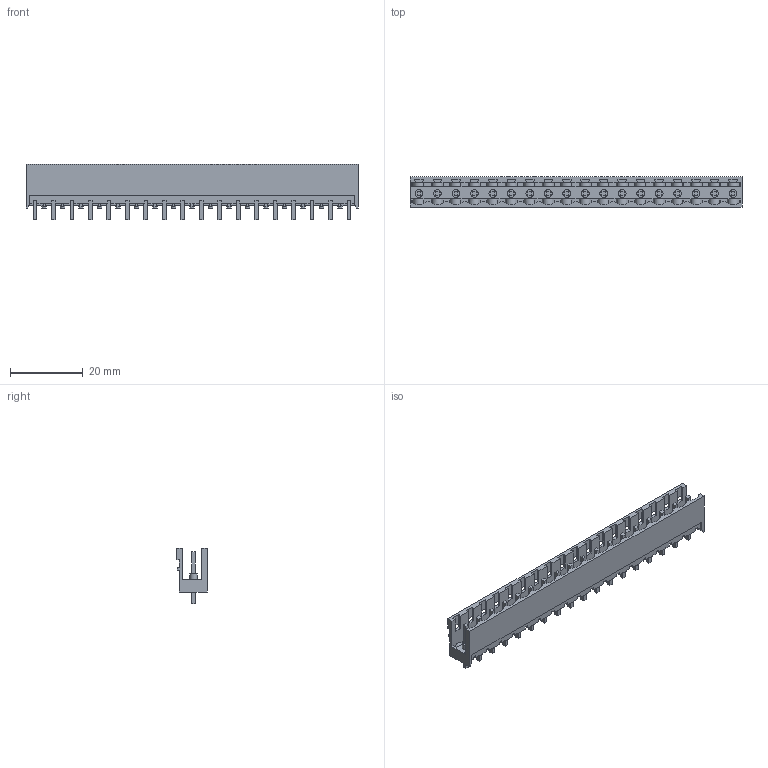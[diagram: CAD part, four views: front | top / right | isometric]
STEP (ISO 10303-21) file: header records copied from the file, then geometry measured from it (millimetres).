
FILE_DESCRIPTION(('CATIA V5 STEP Exchange','CAx-IF Rec.Pracs.--- Model Styling and Organization---1.2---2011-12-15'),'2;1');
FILE_NAME ('D1457010_0', '2018-03-31T11:46:42+00:00', ('none'), ('Weidmueller'), 'CATIA Version 5-6 Release 2014', 'CATIA V5 STEP AP214', 'none');
FILE_SCHEMA(('AUTOMOTIVE_DESIGN { 1 0 10303 214 1 1 1 1 }'));
Length unit declared in the file: millimetre
Products named in the file (1): 1838140000
Bounding box: 91.24 x 8.43 x 15.2 mm (x, y, z)
Volume: 3130.9 mm3; surface area: 7693 mm2
Topology: 19 solids, 19 shells, 1042 faces, 3328 edges, 2288 vertices
Faces by surface type: plane 851, cylinder 173, extrusion 18
Entity records: 38322 total; most frequent: CARTESIAN_POINT 8293, ORIENTED_EDGE 6656, DIRECTION 5085, EDGE_CURVE 3328, VECTOR 2685, LINE 2667, VERTEX_POINT 2288, AXIS2_PLACEMENT_3D 1376
